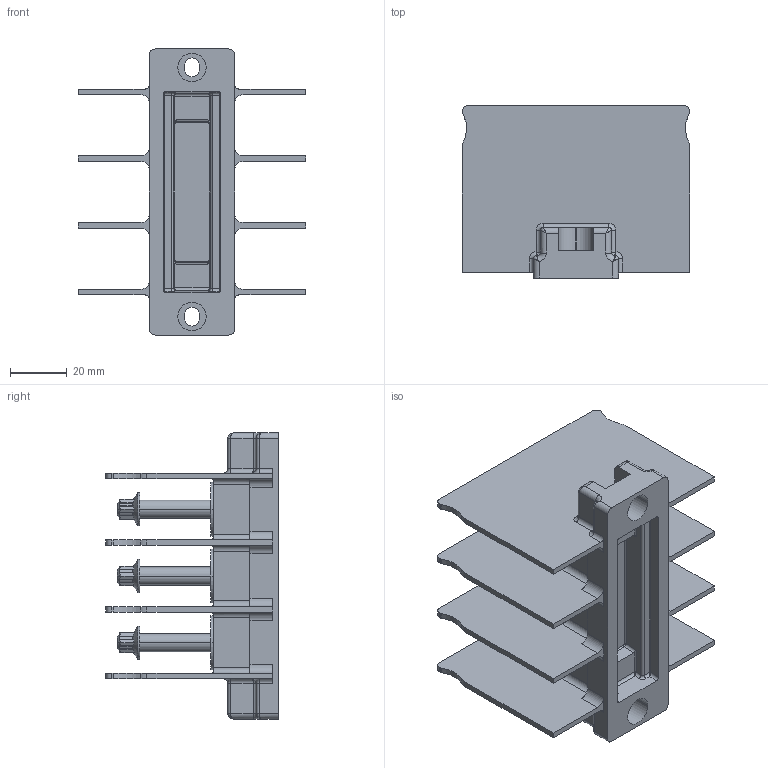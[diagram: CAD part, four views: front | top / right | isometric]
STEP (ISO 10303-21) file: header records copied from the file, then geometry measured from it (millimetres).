
FILE_DESCRIPTION((''),'2;1');
FILE_NAME('32426032001','2019-09-24T',('presta_be4'),(''),'PRO/ENGINEER BY PARAMETRIC TECHNOLOGY CORPORATION, 2014310','PRO/ENGINEER BY PARAMETRIC TECHNOLOGY CORPORATION, 2014310','');
FILE_SCHEMA(('CONFIG_CONTROL_DESIGN'));
Length unit declared in the file: millimetre
Products named in the file (1): 32426032001
Bounding box: 80 x 60.8 x 100.7 mm (x, y, z)
Volume: 80149.6 mm3; surface area: 50634 mm2
Topology: 1 solids, 1 shells, 445 faces, 1170 edges, 740 vertices
Faces by surface type: plane 177, cylinder 176, bspline 40, cone 34, torus 18
Entity records: 16352 total; most frequent: CARTESIAN_POINT 5821, ORIENTED_EDGE 2332, DIRECTION 2022, EDGE_CURVE 1166, AXIS2_PLACEMENT_3D 745, VERTEX_POINT 740, VECTOR 532, LINE 532
